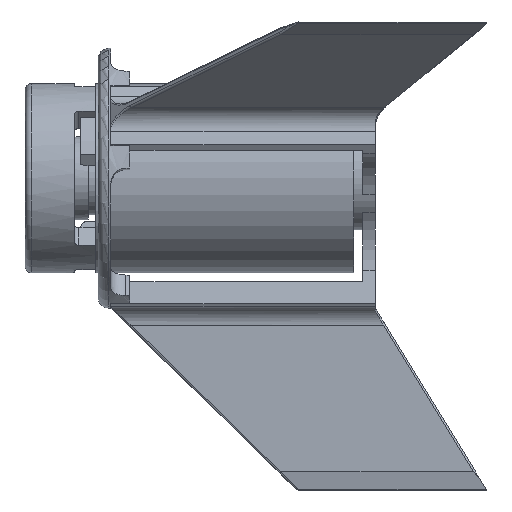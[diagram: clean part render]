
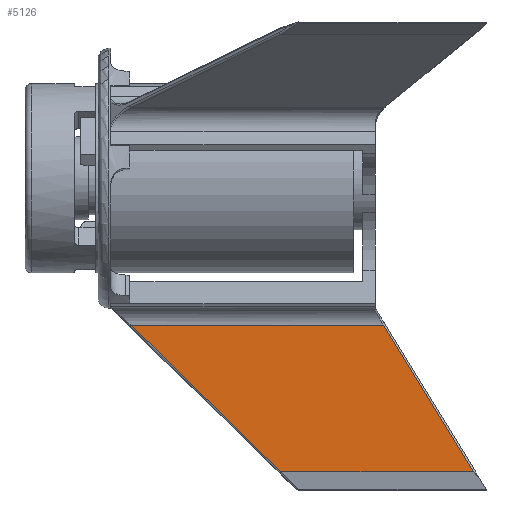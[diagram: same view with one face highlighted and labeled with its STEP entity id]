
A CAD part, left-side view. The second image highlights one B-rep face of the part: STEP entity #5126.
In plain terms, the highlighted planar face has unit normal (-1, 0, 0).
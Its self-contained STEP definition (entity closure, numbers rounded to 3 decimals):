
#130=B_SPLINE_CURVE_WITH_KNOTS('',3,(#8272,#8273,#8274,#8275),
 .UNSPECIFIED.,.F.,.F.,(4,4),(1.519,1.571),
 .UNSPECIFIED.);
#349=LINE('',#8207,#751);
#351=LINE('',#8282,#753);
#355=LINE('',#8292,#757);
#356=LINE('',#8293,#758);
#751=VECTOR('',#6390,10.);
#753=VECTOR('',#6394,10.);
#757=VECTOR('',#6402,10.);
#758=VECTOR('',#6403,10.);
#1224=FACE_OUTER_BOUND('',#1511,.T.);
#1511=EDGE_LOOP('',(#3769,#3770,#3771,#3772,#3773));
#2162=VERTEX_POINT('',#8200);
#2165=VERTEX_POINT('',#8205);
#2166=VERTEX_POINT('',#8228);
#2170=VERTEX_POINT('',#8281);
#2174=VERTEX_POINT('',#8291);
#2761=EDGE_CURVE('',#2165,#2162,#349,.T.);
#2766=EDGE_CURVE('',#2166,#2165,#130,.T.);
#2768=EDGE_CURVE('',#2170,#2162,#351,.T.);
#2773=EDGE_CURVE('',#2174,#2166,#355,.T.);
#2774=EDGE_CURVE('',#2170,#2174,#356,.T.);
#3769=ORIENTED_EDGE('',*,*,#2761,.F.);
#3770=ORIENTED_EDGE('',*,*,#2766,.F.);
#3771=ORIENTED_EDGE('',*,*,#2773,.F.);
#3772=ORIENTED_EDGE('',*,*,#2774,.F.);
#3773=ORIENTED_EDGE('',*,*,#2768,.T.);
#4954=PLANE('',#5525);
#5126=ADVANCED_FACE('',(#1224),#4954,.T.);
#5525=AXIS2_PLACEMENT_3D('',#8290,#6400,#6401);
#6390=DIRECTION('',(0.,-0.523,-0.853));
#6394=DIRECTION('',(0.,-1.,0.));
#6400=DIRECTION('center_axis',(-1.,0.,0.));
#6401=DIRECTION('ref_axis',(0.,0.,-1.));
#6402=DIRECTION('',(0.,-1.,0.));
#6403=DIRECTION('',(0.,0.715,0.7));
#8200=CARTESIAN_POINT('',(-1.5,-99.959,-116.578));
#8205=CARTESIAN_POINT('',(-1.5,-64.548,-58.803));
#8207=CARTESIAN_POINT('',(-1.5,-46.025,-28.58));
#8228=CARTESIAN_POINT('',(-1.5,-64.308,-58.411));
#8272=CARTESIAN_POINT('Ctrl Pts',(-1.5,-64.308,-58.411));
#8273=CARTESIAN_POINT('Ctrl Pts',(-1.5,-64.388,-58.542));
#8274=CARTESIAN_POINT('Ctrl Pts',(-1.5,-64.468,-58.672));
#8275=CARTESIAN_POINT('Ctrl Pts',(-1.5,-64.548,-58.803));
#8281=CARTESIAN_POINT('',(-1.5,-23.469,-116.578));
#8282=CARTESIAN_POINT('',(-1.5,44.,-116.578));
#8290=CARTESIAN_POINT('Origin',(-1.5,44.,-51.578));
#8291=CARTESIAN_POINT('',(-1.5,35.948,-58.411));
#8292=CARTESIAN_POINT('',(-1.5,-61.,-58.411));
#8293=CARTESIAN_POINT('',(-1.5,5.975,-87.753));
